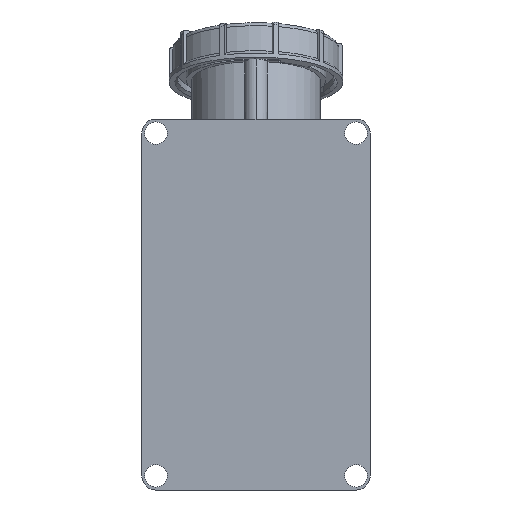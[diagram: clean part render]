
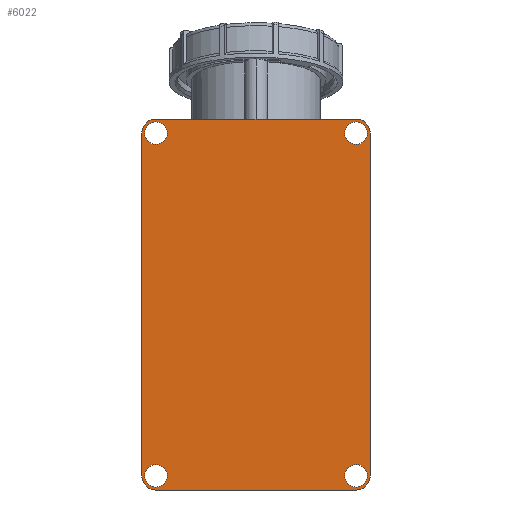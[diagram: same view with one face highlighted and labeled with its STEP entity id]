
A CAD part, front view. The second image highlights one B-rep face of the part: STEP entity #6022.
In plain terms, the highlighted planar face has unit normal (0, -1, 0).
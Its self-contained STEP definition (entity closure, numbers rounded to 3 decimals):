
#180 = EDGE_CURVE ( 'NONE', #18433, #7480, #10057, .T. ) ;
#209 = EDGE_CURVE ( 'NONE', #15731, #5403, #5797, .T. ) ;
#412 = EDGE_CURVE ( 'NONE', #2153, #5850, #19735, .T. ) ;
#660 = FACE_BOUND ( 'NONE', #9605, .T. ) ;
#664 = AXIS2_PLACEMENT_3D ( 'NONE', #6928, #10743, #10629 ) ;
#710 = CARTESIAN_POINT ( 'NONE',  ( 80.75, -59.524, -252.3 ) ) ;
#834 = DIRECTION ( 'NONE',  ( 0., 0., -1. ) ) ;
#1083 = CARTESIAN_POINT ( 'NONE',  ( -80.75, -59.524, -252.3 ) ) ;
#1162 = CARTESIAN_POINT ( 'NONE',  ( -70.75, -59.524, -10. ) ) ;
#1187 = CIRCLE ( 'NONE', #19322, 8. ) ;
#1528 = DIRECTION ( 'NONE',  ( 0., -1., 0. ) ) ;
#1737 = EDGE_CURVE ( 'NONE', #8867, #2153, #19406, .T. ) ;
#1818 = DIRECTION ( 'NONE',  ( 0., 0., -1. ) ) ;
#2054 = VERTEX_POINT ( 'NONE', #7565 ) ;
#2142 = ORIENTED_EDGE ( 'NONE', *, *, #19436, .T. ) ;
#2153 = VERTEX_POINT ( 'NONE', #18170 ) ;
#2365 = CARTESIAN_POINT ( 'NONE',  ( 70.75, -59.524, -252.3 ) ) ;
#2381 = CARTESIAN_POINT ( 'NONE',  ( -70.75, -59.524, -10. ) ) ;
#2400 = VERTEX_POINT ( 'NONE', #12891 ) ;
#3303 = CARTESIAN_POINT ( 'NONE',  ( -80.75, -59.524, 0. ) ) ;
#3344 = CARTESIAN_POINT ( 'NONE',  ( -70.75, -59.524, -260.3 ) ) ;
#3425 = CARTESIAN_POINT ( 'NONE',  ( 80.75, -59.524, 0. ) ) ;
#3561 = ORIENTED_EDGE ( 'NONE', *, *, #1737, .T. ) ;
#3697 = CARTESIAN_POINT ( 'NONE',  ( -70.75, -59.524, -10. ) ) ;
#3729 = ORIENTED_EDGE ( 'NONE', *, *, #21250, .T. ) ;
#3908 = VERTEX_POINT ( 'NONE', #18727 ) ;
#4467 = CIRCLE ( 'NONE', #16679, 10. ) ;
#4654 = DIRECTION ( 'NONE',  ( 0., 0., -1. ) ) ;
#4906 = CARTESIAN_POINT ( 'NONE',  ( -70.75, -59.524, -252.3 ) ) ;
#5053 = LINE ( 'NONE', #3425, #9162 ) ;
#5143 = ORIENTED_EDGE ( 'NONE', *, *, #209, .T. ) ;
#5181 = DIRECTION ( 'NONE',  ( 0., 0., -1. ) ) ;
#5191 = DIRECTION ( 'NONE',  ( 0., 1., 0. ) ) ;
#5403 = VERTEX_POINT ( 'NONE', #3344 ) ;
#5797 = CIRCLE ( 'NONE', #7864, 8. ) ;
#5850 = VERTEX_POINT ( 'NONE', #710 ) ;
#6022 = ADVANCED_FACE ( 'NONE', ( #10453, #660, #6966, #7167, #10557 ), #8469, .T. ) ;
#6329 = CARTESIAN_POINT ( 'NONE',  ( -70.75, -59.524, -18. ) ) ;
#6399 = EDGE_LOOP ( 'NONE', ( #17901, #11560 ) ) ;
#6403 = CARTESIAN_POINT ( 'NONE',  ( 70.75, -59.524, -10. ) ) ;
#6820 = DIRECTION ( 'NONE',  ( 0., 1., 0. ) ) ;
#6848 = DIRECTION ( 'NONE',  ( 0., 1., 0. ) ) ;
#6906 = EDGE_CURVE ( 'NONE', #7726, #2400, #8197, .T. ) ;
#6928 = CARTESIAN_POINT ( 'NONE',  ( -70.75, -59.524, -252.3 ) ) ;
#6935 = CIRCLE ( 'NONE', #17416, 10. ) ;
#6955 = DIRECTION ( 'NONE',  ( 0., 0., -1. ) ) ;
#6957 = EDGE_CURVE ( 'NONE', #16145, #16621, #1187, .T. ) ;
#6966 = FACE_BOUND ( 'NONE', #15799, .T. ) ;
#7056 = ORIENTED_EDGE ( 'NONE', *, *, #15455, .T. ) ;
#7167 = FACE_BOUND ( 'NONE', #18189, .T. ) ;
#7185 = EDGE_CURVE ( 'NONE', #5850, #7462, #5053, .T. ) ;
#7462 = VERTEX_POINT ( 'NONE', #10559 ) ;
#7480 = VERTEX_POINT ( 'NONE', #1083 ) ;
#7511 = ORIENTED_EDGE ( 'NONE', *, *, #15684, .T. ) ;
#7565 = CARTESIAN_POINT ( 'NONE',  ( 70.75, -59.524, -260.3 ) ) ;
#7726 = VERTEX_POINT ( 'NONE', #15371 ) ;
#7797 = DIRECTION ( 'NONE',  ( 1., 0., 0. ) ) ;
#7828 = AXIS2_PLACEMENT_3D ( 'NONE', #10917, #5191, #17594 ) ;
#7864 = AXIS2_PLACEMENT_3D ( 'NONE', #9819, #20030, #5181 ) ;
#8197 = CIRCLE ( 'NONE', #20451, 8. ) ;
#8228 = CARTESIAN_POINT ( 'NONE',  ( 70.75, -59.524, -252.3 ) ) ;
#8338 = VERTEX_POINT ( 'NONE', #8819 ) ;
#8469 = PLANE ( 'NONE',  #11391 ) ;
#8766 = CARTESIAN_POINT ( 'NONE',  ( 70.75, -59.524, -244.3 ) ) ;
#8819 = CARTESIAN_POINT ( 'NONE',  ( 70.75, -59.524, 0. ) ) ;
#8862 = DIRECTION ( 'NONE',  ( 0., -1., 0. ) ) ;
#8867 = VERTEX_POINT ( 'NONE', #16721 ) ;
#8992 = DIRECTION ( 'NONE',  ( 0., 1., 0. ) ) ;
#9053 = EDGE_CURVE ( 'NONE', #8338, #3908, #15508, .T. ) ;
#9095 = CARTESIAN_POINT ( 'NONE',  ( -122.35, -59.524, -262.3 ) ) ;
#9162 = VECTOR ( 'NONE', #15110, 1000. ) ;
#9605 = EDGE_LOOP ( 'NONE', ( #3729, #16144 ) ) ;
#9819 = CARTESIAN_POINT ( 'NONE',  ( -70.75, -59.524, -252.3 ) ) ;
#9931 = VECTOR ( 'NONE', #15227, 1000. ) ;
#10053 = CIRCLE ( 'NONE', #10403, 8. ) ;
#10057 = LINE ( 'NONE', #3303, #9931 ) ;
#10250 = AXIS2_PLACEMENT_3D ( 'NONE', #2381, #8992, #15374 ) ;
#10403 = AXIS2_PLACEMENT_3D ( 'NONE', #8228, #6820, #1818 ) ;
#10453 = FACE_BOUND ( 'NONE', #6399, .T. ) ;
#10557 = FACE_OUTER_BOUND ( 'NONE', #10889, .T. ) ;
#10559 = CARTESIAN_POINT ( 'NONE',  ( 80.75, -59.524, -10. ) ) ;
#10629 = DIRECTION ( 'NONE',  ( 0., 0., -1. ) ) ;
#10643 = EDGE_CURVE ( 'NONE', #16621, #16145, #19707, .T. ) ;
#10686 = ORIENTED_EDGE ( 'NONE', *, *, #180, .T. ) ;
#10743 = DIRECTION ( 'NONE',  ( 0., 1., 0. ) ) ;
#10889 = EDGE_LOOP ( 'NONE', ( #15593, #3561, #18203, #19414, #7056, #19559, #17180, #10686 ) ) ;
#10917 = CARTESIAN_POINT ( 'NONE',  ( 70.75, -59.524, -252.3 ) ) ;
#10998 = AXIS2_PLACEMENT_3D ( 'NONE', #6403, #21181, #4654 ) ;
#11048 = CIRCLE ( 'NONE', #10998, 8. ) ;
#11391 = AXIS2_PLACEMENT_3D ( 'NONE', #16816, #13729, #15293 ) ;
#11556 = DIRECTION ( 'NONE',  ( 0., 0., -1. ) ) ;
#11560 = ORIENTED_EDGE ( 'NONE', *, *, #6957, .T. ) ;
#11699 = AXIS2_PLACEMENT_3D ( 'NONE', #2365, #8862, #834 ) ;
#11876 = DIRECTION ( 'NONE',  ( 0., 0., -1. ) ) ;
#12216 = CARTESIAN_POINT ( 'NONE',  ( -122.35, -59.524, 0. ) ) ;
#12891 = CARTESIAN_POINT ( 'NONE',  ( 70.75, -59.524, -18. ) ) ;
#13618 = CARTESIAN_POINT ( 'NONE',  ( 70.75, -59.524, -10. ) ) ;
#13729 = DIRECTION ( 'NONE',  ( 0., -1., 0. ) ) ;
#13840 = EDGE_CURVE ( 'NONE', #7480, #8867, #4467, .T. ) ;
#14953 = DIRECTION ( 'NONE',  ( 0., -1., 0. ) ) ;
#14958 = EDGE_CURVE ( 'NONE', #5403, #15731, #18092, .T. ) ;
#15110 = DIRECTION ( 'NONE',  ( 0., 0., 1. ) ) ;
#15227 = DIRECTION ( 'NONE',  ( 0., 0., -1. ) ) ;
#15293 = DIRECTION ( 'NONE',  ( 0., 0., -1. ) ) ;
#15315 = AXIS2_PLACEMENT_3D ( 'NONE', #1162, #16366, #17684 ) ;
#15371 = CARTESIAN_POINT ( 'NONE',  ( 70.75, -59.524, -2. ) ) ;
#15374 = DIRECTION ( 'NONE',  ( 0., 0., -1. ) ) ;
#15455 = EDGE_CURVE ( 'NONE', #7462, #8338, #6935, .T. ) ;
#15490 = DIRECTION ( 'NONE',  ( 0., 1., 0. ) ) ;
#15508 = LINE ( 'NONE', #12216, #16023 ) ;
#15579 = EDGE_CURVE ( 'NONE', #3908, #18433, #18465, .T. ) ;
#15593 = ORIENTED_EDGE ( 'NONE', *, *, #13840, .T. ) ;
#15684 = EDGE_CURVE ( 'NONE', #17119, #2054, #10053, .T. ) ;
#15731 = VERTEX_POINT ( 'NONE', #20179 ) ;
#15799 = EDGE_LOOP ( 'NONE', ( #2142, #7511 ) ) ;
#16023 = VECTOR ( 'NONE', #18578, 1000. ) ;
#16144 = ORIENTED_EDGE ( 'NONE', *, *, #6906, .T. ) ;
#16145 = VERTEX_POINT ( 'NONE', #20260 ) ;
#16366 = DIRECTION ( 'NONE',  ( 0., -1., 0. ) ) ;
#16621 = VERTEX_POINT ( 'NONE', #6329 ) ;
#16679 = AXIS2_PLACEMENT_3D ( 'NONE', #4906, #1528, #11556 ) ;
#16721 = CARTESIAN_POINT ( 'NONE',  ( -70.75, -59.524, -262.3 ) ) ;
#16816 = CARTESIAN_POINT ( 'NONE',  ( -122.35, -59.524, 0. ) ) ;
#16917 = CIRCLE ( 'NONE', #7828, 8. ) ;
#17119 = VERTEX_POINT ( 'NONE', #8766 ) ;
#17180 = ORIENTED_EDGE ( 'NONE', *, *, #15579, .T. ) ;
#17416 = AXIS2_PLACEMENT_3D ( 'NONE', #13618, #14953, #20315 ) ;
#17594 = DIRECTION ( 'NONE',  ( 0., 0., -1. ) ) ;
#17684 = DIRECTION ( 'NONE',  ( 0., 0., -1. ) ) ;
#17901 = ORIENTED_EDGE ( 'NONE', *, *, #10643, .T. ) ;
#18092 = CIRCLE ( 'NONE', #664, 8. ) ;
#18170 = CARTESIAN_POINT ( 'NONE',  ( 70.75, -59.524, -262.3 ) ) ;
#18189 = EDGE_LOOP ( 'NONE', ( #18301, #5143 ) ) ;
#18203 = ORIENTED_EDGE ( 'NONE', *, *, #412, .T. ) ;
#18301 = ORIENTED_EDGE ( 'NONE', *, *, #14958, .T. ) ;
#18433 = VERTEX_POINT ( 'NONE', #18739 ) ;
#18465 = CIRCLE ( 'NONE', #15315, 10. ) ;
#18578 = DIRECTION ( 'NONE',  ( -1., 0., 0. ) ) ;
#18660 = CARTESIAN_POINT ( 'NONE',  ( 70.75, -59.524, -10. ) ) ;
#18727 = CARTESIAN_POINT ( 'NONE',  ( -70.75, -59.524, 0. ) ) ;
#18739 = CARTESIAN_POINT ( 'NONE',  ( -80.75, -59.524, -10. ) ) ;
#19322 = AXIS2_PLACEMENT_3D ( 'NONE', #3697, #15490, #6955 ) ;
#19406 = LINE ( 'NONE', #9095, #19805 ) ;
#19414 = ORIENTED_EDGE ( 'NONE', *, *, #7185, .T. ) ;
#19436 = EDGE_CURVE ( 'NONE', #2054, #17119, #16917, .T. ) ;
#19559 = ORIENTED_EDGE ( 'NONE', *, *, #9053, .T. ) ;
#19707 = CIRCLE ( 'NONE', #10250, 8. ) ;
#19735 = CIRCLE ( 'NONE', #11699, 10. ) ;
#19805 = VECTOR ( 'NONE', #7797, 1000. ) ;
#20030 = DIRECTION ( 'NONE',  ( 0., 1., 0. ) ) ;
#20179 = CARTESIAN_POINT ( 'NONE',  ( -70.75, -59.524, -244.3 ) ) ;
#20260 = CARTESIAN_POINT ( 'NONE',  ( -70.75, -59.524, -2. ) ) ;
#20315 = DIRECTION ( 'NONE',  ( 0., 0., -1. ) ) ;
#20451 = AXIS2_PLACEMENT_3D ( 'NONE', #18660, #6848, #11876 ) ;
#21181 = DIRECTION ( 'NONE',  ( 0., 1., 0. ) ) ;
#21250 = EDGE_CURVE ( 'NONE', #2400, #7726, #11048, .T. ) ;
